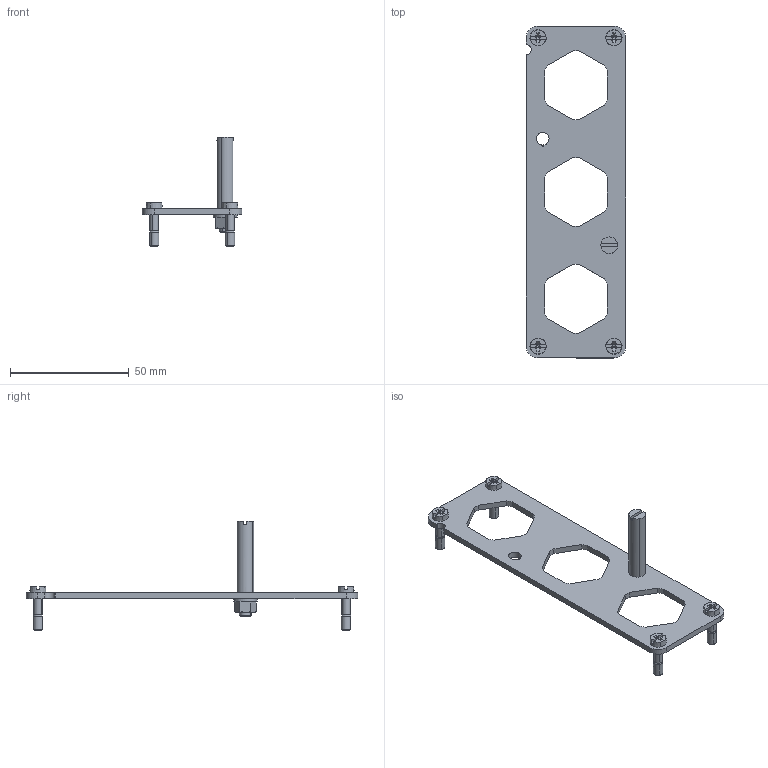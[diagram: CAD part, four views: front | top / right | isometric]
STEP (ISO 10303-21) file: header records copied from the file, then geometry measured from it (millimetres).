
FILE_DESCRIPTION(('CATIA V5 STEP','CAx-IF Rec.Pracs.--- Model Styling and Organization---1.2---2011-12-15'),'2;1');
FILE_NAME ('13375584_2', '2018-07-30T11:53:16+00:00', ('none'), ('Weidmueller'), 'CATIA Version 5-6 Release 2014 SP4 HF52', 'CATIA V5 STEP AP214', 'none');
FILE_SCHEMA(('AUTOMOTIVE_DESIGN { 1 0 10303 214 1 1 1 1 }'));
Length unit declared in the file: millimetre
Products named in the file (1): 1079640000
Bounding box: 42 x 140 x 46 mm (x, y, z)
Volume: 12515.5 mm3; surface area: 11615 mm2
Topology: 1 solids, 2 shells, 291 faces, 805 edges, 522 vertices
Faces by surface type: plane 158, cylinder 89, cone 40, torus 4
Entity records: 8981 total; most frequent: CARTESIAN_POINT 1989, ORIENTED_EDGE 1594, DIRECTION 1143, EDGE_CURVE 797, VERTEX_POINT 522, VECTOR 500, LINE 500, AXIS2_PLACEMENT_3D 439
